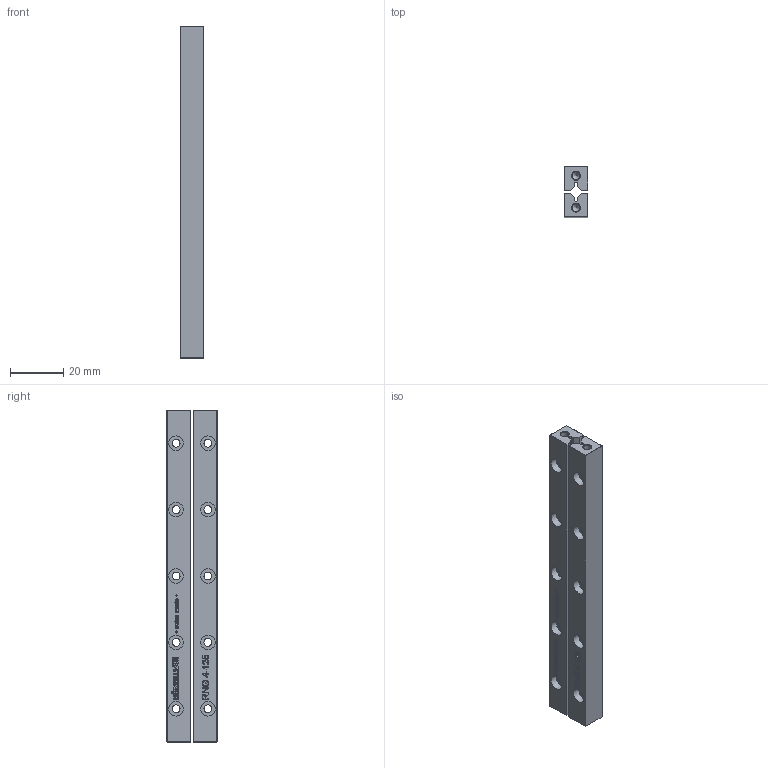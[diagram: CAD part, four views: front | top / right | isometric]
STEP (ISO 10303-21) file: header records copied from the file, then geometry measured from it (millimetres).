
FILE_DESCRIPTION(('FreeCAD Model'),'2;1');
FILE_NAME('RNG 4-125.step' ,'2020-08-08T14:55:39',('Author'),(''), 'Open CASCADE STEP processor 6.8','FreeCAD','Unknown');
FILE_SCHEMA(('AUTOMOTIVE_DESIGN_CC2 { 1 2 10303 214 -1 1 5 4 }'));
Length unit declared in the file: millimetre
Products named in the file (2): ASSEMBLY; Schienenpaar
Assembly tree (1 placements, depth 2):
  ASSEMBLY
    Schienenpaar
Bounding box: 9 x 19 x 125 mm (x, y, z)
Volume: 17264.8 mm3; surface area: 11334.5 mm2
Topology: 2 solids, 2 shells, 705 faces, 1894 edges, 1242 vertices
Faces by surface type: extrusion 407, plane 254, cylinder 26, cone 18
Full cylindrical faces by diameter (mm): 3 x14, 5.5 x10
Entity records: 46831 total; most frequent: CARTESIAN_POINT 11606, DIRECTION 5073, VECTOR 4303, LINE 3896, ORIENTED_EDGE 3780, PCURVE 3780, DEFINITIONAL_REPRESENTATION 3780, B_SPLINE_CURVE_WITH_KNOTS 2067
